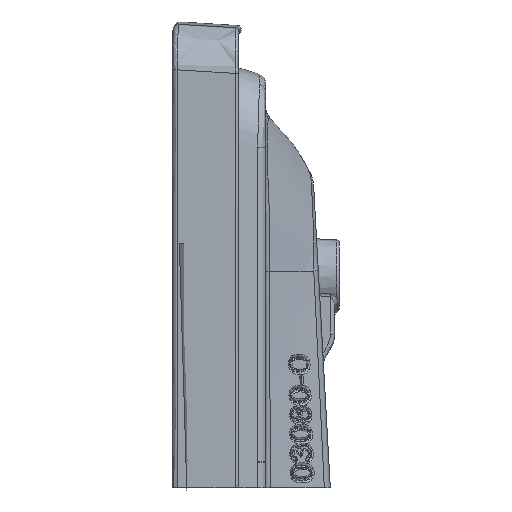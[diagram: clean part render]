
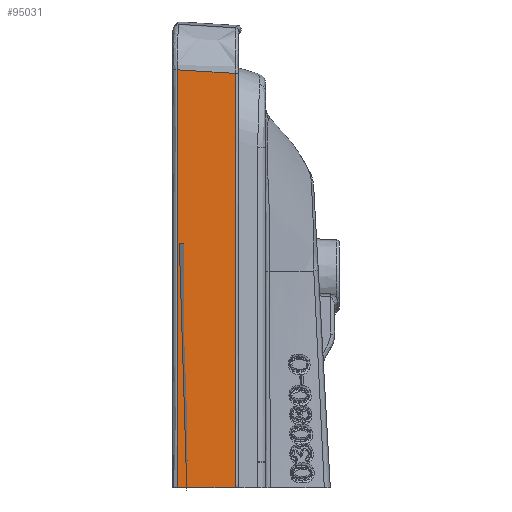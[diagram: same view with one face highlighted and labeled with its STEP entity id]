
A CAD part, left-side view. The second image highlights one B-rep face of the part: STEP entity #95031.
In plain terms, the highlighted planar face has unit normal (-0.998, -0.061, -0.004).
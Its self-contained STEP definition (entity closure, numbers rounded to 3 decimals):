
#467 = CARTESIAN_POINT ( 'NONE',  ( -399.924, 108.336, 118.851 ) ) ;
#1632 = CARTESIAN_POINT ( 'NONE',  ( -397.16, 56.698, 211.608 ) ) ;
#2877 = EDGE_CURVE ( 'NONE', #6264, #109467, #44988, .T. ) ;
#4445 = CARTESIAN_POINT ( 'NONE',  ( -396.257, 51.452, 74.709 ) ) ;
#6264 = VERTEX_POINT ( 'NONE', #101919 ) ;
#7234 = LINE ( 'NONE', #41907, #56824 ) ;
#9409 = CARTESIAN_POINT ( 'NONE',  ( -399.11, 108.365, -72.981 ) ) ;
#13321 = CARTESIAN_POINT ( 'NONE',  ( -397.482, 61.937, 211.929 ) ) ;
#16938 = CARTESIAN_POINT ( 'NONE',  ( -395.095, 51.436, -198.45 ) ) ;
#18879 = CARTESIAN_POINT ( 'NONE',  ( -399.314, 108.358, -25.023 ) ) ;
#21138 = CARTESIAN_POINT ( 'NONE',  ( -399.825, 100.086, 214.263 ) ) ;
#23214 = CARTESIAN_POINT ( 'NONE',  ( -396.838, 51.46, 211.288 ) ) ;
#26135 = CARTESIAN_POINT ( 'NONE',  ( -398.885, 113.398, -198.45 ) ) ;
#26741 = CARTESIAN_POINT ( 'NONE',  ( -398.933, 108.371, -114.804 ) ) ;
#27784 = FACE_OUTER_BOUND ( 'NONE', #63703, .T. ) ;
#29552 = CARTESIAN_POINT ( 'NONE',  ( -398.14, 72.655, 212.584 ) ) ;
#34021 = CARTESIAN_POINT ( 'NONE',  ( -399.517, 108.351, 22.935 ) ) ;
#36710 = DIRECTION ( 'NONE',  ( 0.061, -0.998, 0. ) ) ;
#41907 = CARTESIAN_POINT ( 'NONE',  ( -398.885, 113.398, -198.45 ) ) ;
#42416 = CARTESIAN_POINT ( 'NONE',  ( -398.578, 108.385, -198.45 ) ) ;
#43481 = PLANE ( 'NONE',  #49546 ) ;
#44988 = B_SPLINE_CURVE_WITH_KNOTS ( 'NONE', 3,
 ( #86506, #61389, #467, #95422, #34021, #18879, #9409, #26741, #76477, #42416 ),
 .UNSPECIFIED., .F., .F.,
 ( 4, 3, 3, 4 ),
 ( 0., 0.144, 0.288, 0.413 ),
 .UNSPECIFIED. ) ;
#47440 = CARTESIAN_POINT ( 'NONE',  ( -398.813, 83.616, 213.255 ) ) ;
#49546 = AXIS2_PLACEMENT_3D ( 'NONE', #26135, #102090, #36710 ) ;
#54786 = CARTESIAN_POINT ( 'NONE',  ( -395.095, 51.436, -198.45 ) ) ;
#56824 = VECTOR ( 'NONE', #75426, 1000. ) ;
#57748 = VERTEX_POINT ( 'NONE', #16938 ) ;
#59220 = CARTESIAN_POINT ( 'NONE',  ( -398.578, 108.385, -198.45 ) ) ;
#61389 = CARTESIAN_POINT ( 'NONE',  ( -400.127, 108.329, 166.809 ) ) ;
#63101 = CARTESIAN_POINT ( 'NONE',  ( -399.319, 91.851, 213.759 ) ) ;
#63703 = EDGE_LOOP ( 'NONE', ( #102110, #103312, #109553, #65174 ) ) ;
#65174 = ORIENTED_EDGE ( 'NONE', *, *, #2877, .T. ) ;
#72645 = CARTESIAN_POINT ( 'NONE',  ( -395.676, 51.444, -61.871 ) ) ;
#75426 = DIRECTION ( 'NONE',  ( 0.061, -0.998, 0. ) ) ;
#76477 = CARTESIAN_POINT ( 'NONE',  ( -398.755, 108.378, -156.627 ) ) ;
#78198 = CARTESIAN_POINT ( 'NONE',  ( -396.838, 51.46, 211.288 ) ) ;
#80465 = CARTESIAN_POINT ( 'NONE',  ( -396.838, 51.46, 211.288 ) ) ;
#86506 = CARTESIAN_POINT ( 'NONE',  ( -400.331, 108.321, 214.766 ) ) ;
#88760 = CARTESIAN_POINT ( 'NONE',  ( -397.803, 67.175, 212.249 ) ) ;
#88835 = EDGE_CURVE ( 'NONE', #57748, #93553, #100322, .T. ) ;
#90416 = CARTESIAN_POINT ( 'NONE',  ( -400.331, 108.321, 214.766 ) ) ;
#93553 = VERTEX_POINT ( 'NONE', #23214 ) ;
#94478 = EDGE_CURVE ( 'NONE', #93553, #6264, #103858, .T. ) ;
#95031 = ADVANCED_FACE ( 'NONE', ( #27784 ), #43481, .T. ) ;
#95422 = CARTESIAN_POINT ( 'NONE',  ( -399.72, 108.343, 70.893 ) ) ;
#100322 = B_SPLINE_CURVE_WITH_KNOTS ( 'NONE', 3,
 ( #54786, #72645, #4445, #80465 ),
 .UNSPECIFIED., .F., .F.,
 ( 4, 4 ),
 ( 0., 0.41 ),
 .UNSPECIFIED. ) ;
#101919 = CARTESIAN_POINT ( 'NONE',  ( -400.331, 108.321, 214.766 ) ) ;
#102090 = DIRECTION ( 'NONE',  ( -0.998, -0.061, -0.004 ) ) ;
#102110 = ORIENTED_EDGE ( 'NONE', *, *, #110514, .T. ) ;
#103312 = ORIENTED_EDGE ( 'NONE', *, *, #88835, .T. ) ;
#103858 = B_SPLINE_CURVE_WITH_KNOTS ( 'NONE', 3,
 ( #78198, #1632, #13321, #88760, #29552, #106065, #47440, #63101, #21138, #90416 ),
 .UNSPECIFIED., .F., .F.,
 ( 4, 3, 3, 4 ),
 ( 0.003, 0.019, 0.035, 0.06 ),
 .UNSPECIFIED. ) ;
#106065 = CARTESIAN_POINT ( 'NONE',  ( -398.476, 78.135, 212.92 ) ) ;
#109467 = VERTEX_POINT ( 'NONE', #59220 ) ;
#109553 = ORIENTED_EDGE ( 'NONE', *, *, #94478, .T. ) ;
#110514 = EDGE_CURVE ( 'NONE', #109467, #57748, #7234, .T. ) ;
